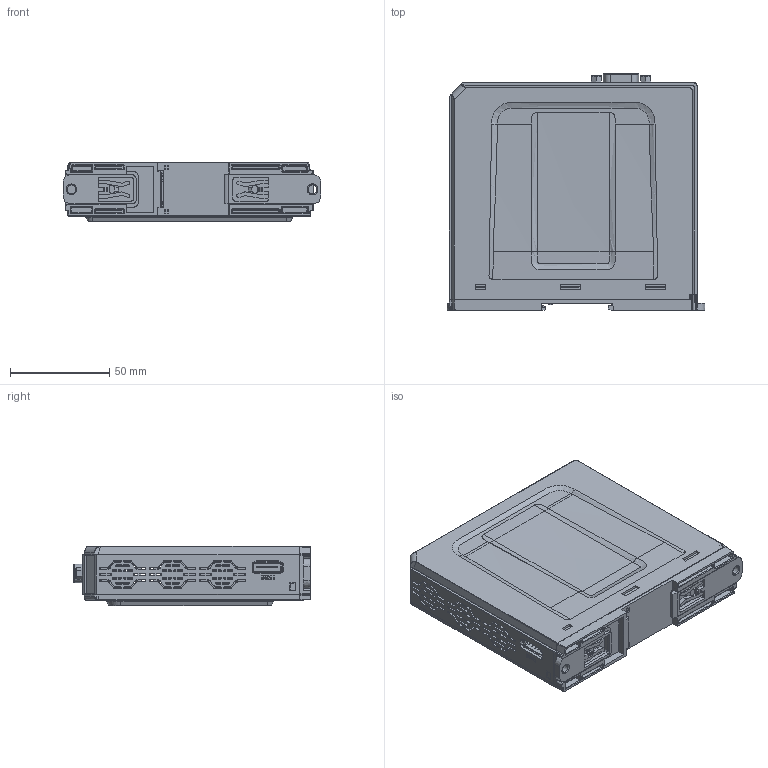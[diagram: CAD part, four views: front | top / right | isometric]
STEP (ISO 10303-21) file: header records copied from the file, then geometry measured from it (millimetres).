
FILE_DESCRIPTION (( 'STEP AP214' ), '1' );
FILE_NAME ('cMT-FHDX-820¡þ920_240304.STEP', '2024-03-04T07:08:06', ( '' ), ( '' ), 'SwSTEP 2.0', 'SolidWorks 2019', '' );
FILE_SCHEMA (( 'AUTOMOTIVE_DESIGN' ));
Length unit declared in the file: millimetre
Products named in the file (36): P13046.STEP; Micro SD; FEZHMC110_V0; J099110351-Y-G.STEP; FG-0011AAAS09A; FEBHMC100_130529; flat head screw_am_B18.6.7M - M3 x 0.5 x 5 Type I Cross Recessed FHMS --5N; FEFCMHD10_170824; 3046105600.STEP; FEVCMHD10_170824; D-SUB (M); MI3046.STEP; HDMI0003; FEZHMC100_130529; M3046.STEP; J099110351-Y-G; S304611050.STEP; SG1503080_171011; TG-A6200 20x20x1; FSZ0B0000_康揚3.2-2.5; 5EHDRC-XXP; cMT-SVRX-PCBA of RK3568 (鐵殼RJ45); PT7701; P23046-S.STEP; RPL_RP-02; cMT-FHDX-820／920_240304; L3046.STEP; L3046-2.STEP; DN6110V01; RZ0HMC000_V1; I3046.STEP; cMT-SVRX of RK3568_PCBA (鐵殼RJ45)
Assembly tree (58 placements, depth 7):
  cMT-FHDX-820／920_240304
    cMT-SVRX of RK3568_PCBA (鐵殼RJ45)
      cMT-SVRX-PCBA of RK3568 (鐵殼RJ45)
      DN6110V01
      5EHDRC-XXP
      RPL_RP-02
      PT7701
      SG1503080_171011
      Micro SD
        FG-0011AAAS09A
      HDMI0003
      D-SUB (M)
      J099110351-Y-G
        J099110351-Y-G.STEP
          3046105600.STEP
            MI3046.STEP
              M3046.STEP
              I3046.STEP
            L3046.STEP
            L3046-2.STEP
            P23046-S.STEP  x4
            P13046.STEP  x4
          S304611050.STEP
      J099110351-Y-G
        J099110351-Y-G.STEP
          3046105600.STEP
            MI3046.STEP
              M3046.STEP
              I3046.STEP
            L3046.STEP
            L3046-2.STEP
            P23046-S.STEP  x4
            P13046.STEP  x4
          S304611050.STEP
    FEBHMC100_130529
    FEZHMC100_130529
    FEZHMC110_V0
    RZ0HMC000_V1
    FSZ0B0000_康揚3.2-2.5  x2
    TG-A6200 20x20x1
    flat head screw_am_B18.6.7M - M3 x 0.5 x 5 Type I Cross Recessed FHMS --5N  x4
    FEVCMHD10_170824
    FEFCMHD10_170824
Bounding box: 129.89 x 119.28 x 29.88 mm (x, y, z)
Volume: 98505 mm3; surface area: 154686.3 mm2
Topology: 54 solids, 55 shells, 6518 faces, 17837 edges, 11515 vertices
Faces by surface type: plane 4538, cylinder 1347, cone 384, bspline 140, sphere 60, torus 49
Entity records: 189442 total; most frequent: CARTESIAN_POINT 44808, ORIENTED_EDGE 29318, DIRECTION 26639, EDGE_CURVE 14659, VECTOR 10917, LINE 10917, VERTEX_POINT 9611, AXIS2_PLACEMENT_3D 7861
